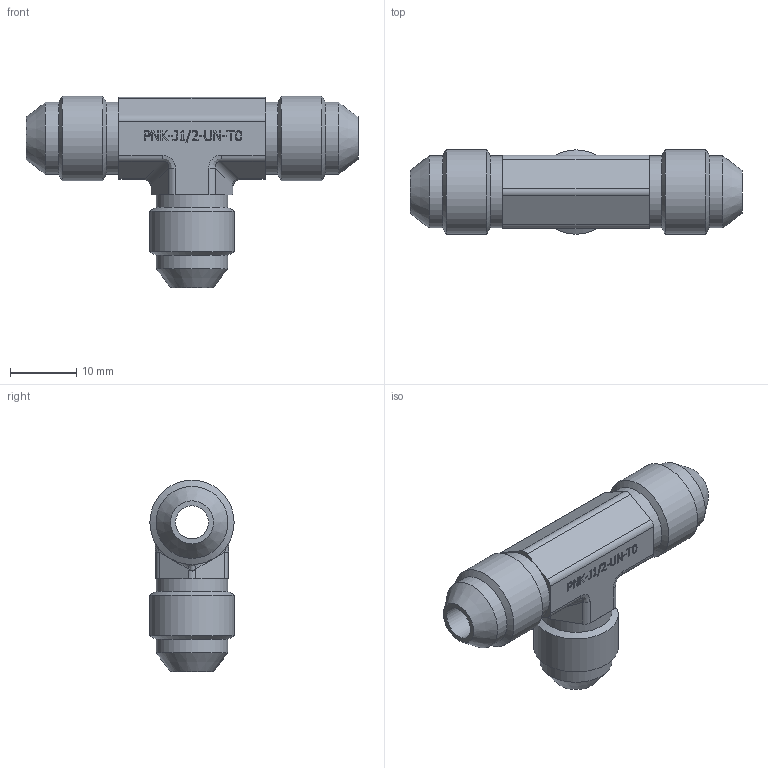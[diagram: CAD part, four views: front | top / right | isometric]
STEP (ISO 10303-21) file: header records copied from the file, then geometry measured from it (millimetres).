
FILE_DESCRIPTION(/* description */ (''),/* implementation_level */ '2;1');
FILE_NAME(/* name */ 'PNK-J1-2-UN-T0.stp',/* time_stamp */ '2025-02-11T09:54:07-03:00',/* author */ ('Jefferson'),/* organization */ (''),/* preprocessor_version */ 'ST-DEVELOPER v19',/* originating_system */ 'Autodesk Inventor 2023',/* authorisation */ '');
FILE_SCHEMA (('AUTOMOTIVE_DESIGN { 1 0 10303 214 3 1 1 }'));
Length unit declared in the file: millimetre
Products named in the file (1): PNK-J1-2-T0
Bounding box: 50 x 12.7 x 28.85 mm (x, y, z)
Volume: 5567.9 mm3; surface area: 3697.3 mm2
Topology: 1 solids, 1 shells, 217 faces, 560 edges, 363 vertices
Faces by surface type: plane 127, bspline 51, cylinder 30, cone 9
Full cylindrical faces by diameter (mm): 5 x2, 10.82 x6, 12.7 x3
Entity records: 6972 total; most frequent: CARTESIAN_POINT 1900, ORIENTED_EDGE 1120, DIRECTION 873, EDGE_CURVE 560, LINE 401, VECTOR 401, VERTEX_POINT 363, EDGE_LOOP 239
